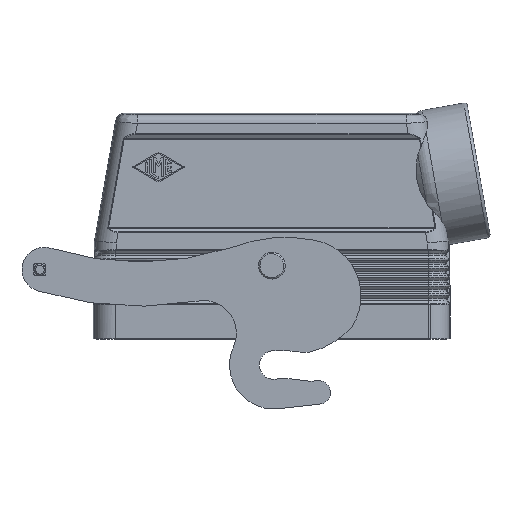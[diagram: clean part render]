
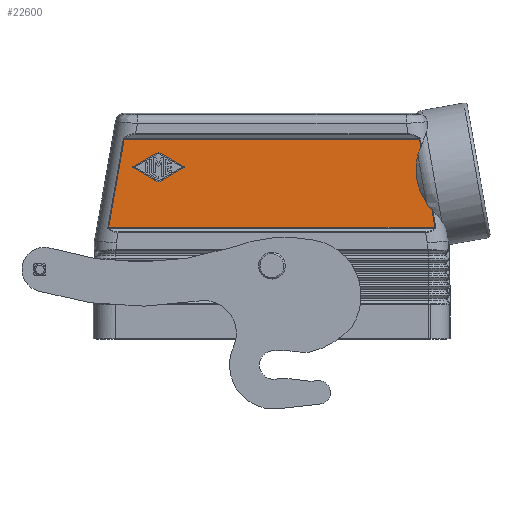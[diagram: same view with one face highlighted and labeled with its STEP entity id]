
A CAD part, front view. The second image highlights one B-rep face of the part: STEP entity #22600.
In plain terms, the highlighted face is planar.
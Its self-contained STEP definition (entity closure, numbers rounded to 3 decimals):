
#20620=CARTESIAN_POINT('',(54.868,37.634,
20.052));
#20630=VERTEX_POINT('',#20620);
#20780=CARTESIAN_POINT('',(-54.868,37.634,
20.052));
#20790=VERTEX_POINT('',#20780);
#20820=CARTESIAN_POINT('',(-54.868,37.634,
20.052));
#20830=DIRECTION('',(1.,0.,0.));
#20840=VECTOR('',#20830,1.);
#20850=LINE('',#20820,#20840);
#20860=EDGE_CURVE('',#20790,#20630,#20850,.T.);
#20980=CARTESIAN_POINT('',(0.258,52.432,
19.794));
#20990=DIRECTION('',(0.,0.017,
1.));
#21000=DIRECTION('',(1.,-0.017,
0.));
#21010=AXIS2_PLACEMENT_3D('',#20980,#20990,#21000);
#21020=PLANE('',#21010);
#21030=CARTESIAN_POINT('',(-38.265,62.831,
19.613));
#21040=DIRECTION('',(-0.868,-0.496,
0.009));
#21050=VECTOR('',#21040,1.);
#21060=LINE('',#21030,#21050);
#21070=CARTESIAN_POINT('',(-38.265,62.831,
19.613));
#21080=VERTEX_POINT('',#21070);
#21090=CARTESIAN_POINT('',(-46.64,58.044,
19.696));
#21100=VERTEX_POINT('',#21090);
#21110=EDGE_CURVE('',#21080,#21100,#21060,.T.);
#21120=ORIENTED_EDGE('',*,*,#21110,.F.);
#21130=CARTESIAN_POINT('',(-46.558,57.9,
19.699));
#21140=DIRECTION('',(0.,-0.017,
-1.));
#21150=DIRECTION('',(-0.496,-0.868,
0.015));
#21160=AXIS2_PLACEMENT_3D('',#21130,#21140,#21150);
#21170=CIRCLE('',#21160,0.166);
#21180=CARTESIAN_POINT('',(-46.64,57.756,
19.701));
#21190=VERTEX_POINT('',#21180);
#21200=EDGE_CURVE('',#21190,#21100,#21170,.T.);
#21210=ORIENTED_EDGE('',*,*,#21200,.T.);
#21220=CARTESIAN_POINT('',(-46.64,57.756,
19.701));
#21230=DIRECTION('',(0.868,-0.496,
0.009));
#21240=VECTOR('',#21230,1.);
#21250=LINE('',#21220,#21240);
#21260=CARTESIAN_POINT('',(-38.265,52.969,
19.785));
#21270=VERTEX_POINT('',#21260);
#21280=EDGE_CURVE('',#21190,#21270,#21250,.T.);
#21290=ORIENTED_EDGE('',*,*,#21280,.F.);
#21300=CARTESIAN_POINT('',(-38.1,53.257,
19.78));
#21310=DIRECTION('',(0.,-0.017,
-1.));
#21320=DIRECTION('',(0.496,-0.868,
0.015));
#21330=AXIS2_PLACEMENT_3D('',#21300,#21310,#21320);
#21340=CIRCLE('',#21330,0.332);
#21350=CARTESIAN_POINT('',(-37.935,52.969,
19.785));
#21360=VERTEX_POINT('',#21350);
#21370=EDGE_CURVE('',#21360,#21270,#21340,.T.);
#21380=ORIENTED_EDGE('',*,*,#21370,.T.);
#21390=CARTESIAN_POINT('',(-37.935,52.969,
19.785));
#21400=DIRECTION('',(0.868,0.496,
-0.009));
#21410=VECTOR('',#21400,1.);
#21420=LINE('',#21390,#21410);
#21430=CARTESIAN_POINT('',(-29.56,57.756,
19.701));
#21440=VERTEX_POINT('',#21430);
#21450=EDGE_CURVE('',#21360,#21440,#21420,.T.);
#21460=ORIENTED_EDGE('',*,*,#21450,.F.);
#21470=CARTESIAN_POINT('',(-29.642,57.9,
19.699));
#21480=DIRECTION('',(0.,-0.017,
-1.));
#21490=DIRECTION('',(0.496,0.868,
-0.015));
#21500=AXIS2_PLACEMENT_3D('',#21470,#21480,#21490);
#21510=CIRCLE('',#21500,0.166);
#21520=CARTESIAN_POINT('',(-29.56,58.044,
19.696));
#21530=VERTEX_POINT('',#21520);
#21540=EDGE_CURVE('',#21530,#21440,#21510,.T.);
#21550=ORIENTED_EDGE('',*,*,#21540,.T.);
#21560=CARTESIAN_POINT('',(-29.56,58.044,
19.696));
#21570=DIRECTION('',(-0.868,0.496,
-0.009));
#21580=VECTOR('',#21570,1.);
#21590=LINE('',#21560,#21580);
#21600=CARTESIAN_POINT('',(-37.935,62.831,
19.613));
#21610=VERTEX_POINT('',#21600);
#21620=EDGE_CURVE('',#21530,#21610,#21590,.T.);
#21630=ORIENTED_EDGE('',*,*,#21620,.F.);
#21640=CARTESIAN_POINT('',(-38.1,62.543,
19.618));
#21650=DIRECTION('',(0.,-0.017,
-1.));
#21660=DIRECTION('',(-0.496,0.868,
-0.015));
#21670=AXIS2_PLACEMENT_3D('',#21640,#21650,#21660);
#21680=CIRCLE('',#21670,0.332);
#21690=EDGE_CURVE('',#21080,#21610,#21680,.T.);
#21700=ORIENTED_EDGE('',*,*,#21690,.T.);
#21710=EDGE_LOOP('',(#21700,#21630,#21550,#21460,#21380,#21290,#21210,
#21120));
#21720=FACE_BOUND('',#21710,.T.);
#21730=CARTESIAN_POINT('',(50.083,64.841,
19.578));
#21740=DIRECTION('',(-0.173,0.985,
-0.017));
#21750=VECTOR('',#21740,1.);
#21760=LINE('',#21730,#21750);
#21770=CARTESIAN_POINT('',(50.123,64.613,
19.581));
#21780=VERTEX_POINT('',#21770);
#21790=CARTESIAN_POINT('',(49.645,67.331,
19.534));
#21800=VERTEX_POINT('',#21790);
#21810=EDGE_CURVE('',#21780,#21800,#21760,.T.);
#21820=ORIENTED_EDGE('',*,*,#21810,.T.);
#21830=CARTESIAN_POINT('',(50.123,64.613,
19.581));
#21840=CARTESIAN_POINT('',(49.993,64.424,
19.585));
#21850=CARTESIAN_POINT('',(49.876,64.228,
19.588));
#21860=CARTESIAN_POINT('',(49.77,64.025,
19.592));
#21870=CARTESIAN_POINT('',(49.664,63.822,
19.595));
#21880=CARTESIAN_POINT('',(49.568,63.613,
19.599));
#21890=CARTESIAN_POINT('',(49.483,63.399,
19.603));
#21900=CARTESIAN_POINT('',(49.397,63.186,
19.606));
#21910=CARTESIAN_POINT('',(49.322,62.968,
19.61));
#21920=CARTESIAN_POINT('',(49.255,62.749,
19.614));
#21930=CARTESIAN_POINT('',(49.188,62.529,
19.618));
#21940=CARTESIAN_POINT('',(49.13,62.307,
19.622));
#21950=CARTESIAN_POINT('',(49.079,62.084,
19.626));
#21960=B_SPLINE_CURVE_WITH_KNOTS('',3,(#21830,#21840,#21850,#21860,
#21870,#21880,#21890,#21900,#21910,#21920,#21930,#21940,#21950),
.UNSPECIFIED.,.F.,.F.,(4,3,3,3,4),(0.,0.687,1.376
,2.066,2.753),.UNSPECIFIED.);
#21970=CARTESIAN_POINT('',(49.079,62.084,
19.626));
#21980=VERTEX_POINT('',#21970);
#21990=EDGE_CURVE('',#21780,#21980,#21960,.T.);
#22000=ORIENTED_EDGE('',*,*,#21990,.F.);
#22010=CARTESIAN_POINT('',(51.949,45.81,
19.91));
#22020=CARTESIAN_POINT('',(51.179,47.004,
19.889));
#22030=CARTESIAN_POINT('',(50.497,48.251,
19.867));
#22040=CARTESIAN_POINT('',(49.945,49.562,
19.844));
#22050=CARTESIAN_POINT('',(49.394,50.873,
19.821));
#22060=CARTESIAN_POINT('',(48.981,52.235,
19.798));
#22070=CARTESIAN_POINT('',(48.734,53.634,
19.773));
#22080=CARTESIAN_POINT('',(48.488,55.032,
19.749));
#22090=CARTESIAN_POINT('',(48.41,56.453,
19.724));
#22100=CARTESIAN_POINT('',(48.48,57.873,
19.699));
#22110=CARTESIAN_POINT('',(48.55,59.294,
19.674));
#22120=CARTESIAN_POINT('',(48.764,60.7,
19.65));
#22130=CARTESIAN_POINT('',(49.079,62.084,
19.626));
#22140=B_SPLINE_CURVE_WITH_KNOTS('',3,(#22010,#22020,#22030,#22040,
#22050,#22060,#22070,#22080,#22090,#22100,#22110,#22120,#22130),
.UNSPECIFIED.,.F.,.F.,(4,3,3,3,4),(0.,4.259,8.516,
12.773,17.033),.UNSPECIFIED.);
#22150=CARTESIAN_POINT('',(51.949,45.81,
19.91));
#22160=VERTEX_POINT('',#22150);
#22170=EDGE_CURVE('',#22160,#21980,#22140,.T.);
#22180=ORIENTED_EDGE('',*,*,#22170,.T.);
#22190=CARTESIAN_POINT('',(51.949,45.81,
19.91));
#22200=CARTESIAN_POINT('',(52.072,45.618,
19.913));
#22210=CARTESIAN_POINT('',(52.203,45.43,
19.916));
#22220=CARTESIAN_POINT('',(52.34,45.248,
19.92));
#22230=CARTESIAN_POINT('',(52.477,45.065,
19.923));
#22240=CARTESIAN_POINT('',(52.621,44.888,
19.926));
#22250=CARTESIAN_POINT('',(52.773,44.718,
19.929));
#22260=CARTESIAN_POINT('',(52.924,44.548,
19.932));
#22270=CARTESIAN_POINT('',(53.083,44.386,
19.935));
#22280=CARTESIAN_POINT('',(53.252,44.232,
19.937));
#22290=CARTESIAN_POINT('',(53.42,44.077,
19.94));
#22300=CARTESIAN_POINT('',(53.598,43.932,
19.942));
#22310=CARTESIAN_POINT('',(53.784,43.799,
19.945));
#22320=B_SPLINE_CURVE_WITH_KNOTS('',3,(#22190,#22200,#22210,#22220,
#22230,#22240,#22250,#22260,#22270,#22280,#22290,#22300,#22310),
.UNSPECIFIED.,.F.,.F.,(4,3,3,3,4),(0.,0.686,1.37
,2.053,2.739),.UNSPECIFIED.);
#22330=CARTESIAN_POINT('',(53.784,43.799,
19.945));
#22340=VERTEX_POINT('',#22330);
#22350=EDGE_CURVE('',#22160,#22340,#22320,.T.);
#22360=ORIENTED_EDGE('',*,*,#22350,.F.);
#22370=CARTESIAN_POINT('',(54.868,37.634,
20.052));
#22380=DIRECTION('',(-0.173,0.985,
-0.017));
#22390=VECTOR('',#22380,1.);
#22400=LINE('',#22370,#22390);
#22410=EDGE_CURVE('',#20630,#22340,#22400,.T.);
#22420=ORIENTED_EDGE('',*,*,#22410,.T.);
#22430=ORIENTED_EDGE('',*,*,#20860,.T.);
#22440=CARTESIAN_POINT('',(-49.645,67.331,
19.534));
#22450=DIRECTION('',(-0.173,-0.985,
0.017));
#22460=VECTOR('',#22450,1.);
#22470=LINE('',#22440,#22460);
#22480=CARTESIAN_POINT('',(-49.645,67.331,
19.534));
#22490=VERTEX_POINT('',#22480);
#22500=EDGE_CURVE('',#22490,#20790,#22470,.T.);
#22510=ORIENTED_EDGE('',*,*,#22500,.T.);
#22520=CARTESIAN_POINT('',(49.645,67.331,
19.534));
#22530=DIRECTION('',(-1.,0.,0.));
#22540=VECTOR('',#22530,1.);
#22550=LINE('',#22520,#22540);
#22560=EDGE_CURVE('',#21800,#22490,#22550,.T.);
#22570=ORIENTED_EDGE('',*,*,#22560,.T.);
#22580=EDGE_LOOP('',(#22570,#22510,#22430,#22420,#22360,#22180,#22000,
#21820));
#22590=FACE_OUTER_BOUND('',#22580,.T.);
#22600=ADVANCED_FACE('',(#21720,#22590),#21020,.T.);
